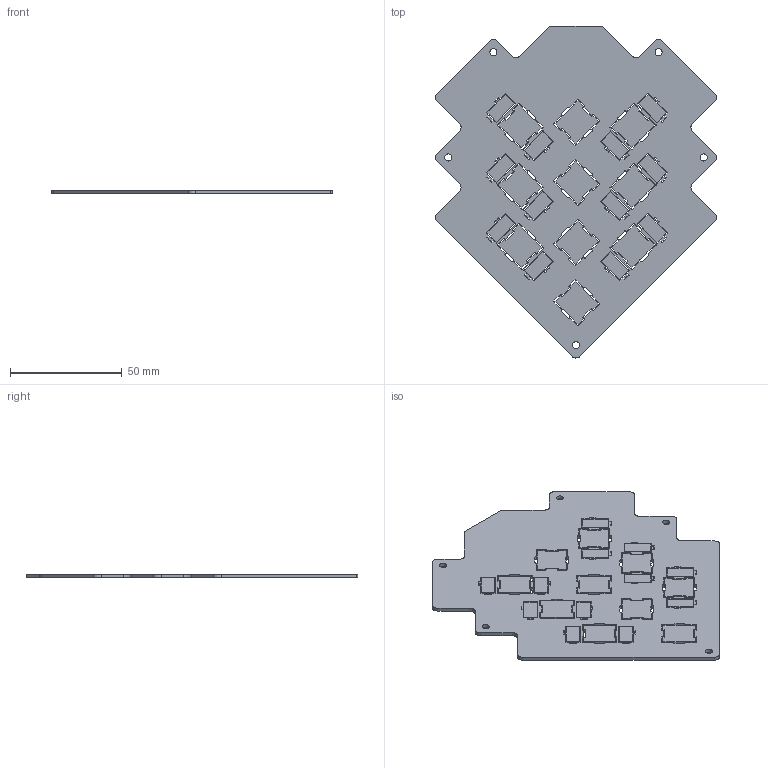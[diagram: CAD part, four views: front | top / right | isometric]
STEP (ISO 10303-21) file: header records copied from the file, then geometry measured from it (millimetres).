
FILE_DESCRIPTION(('KiCad electronic assembly'),'2;1');
FILE_NAME('herringbone_plate.step','2022-02-11T23:48:21',('Pcbnew'),( 'Kicad'),'Open CASCADE STEP processor 7.5','KiCad to STEP converter' ,'Unknown');
FILE_SCHEMA(('AUTOMOTIVE_DESIGN { 1 0 10303 214 1 1 1 1 }'));
Length unit declared in the file: millimetre
Products named in the file (2): herringbone_plate 1; herringbone_plate PCB
Assembly tree (1 placements, depth 2):
  herringbone_plate 1
    herringbone_plate PCB
Bounding box: 125.98 x 148.86 x 1.6 mm (x, y, z)
Volume: 19750.3 mm3; surface area: 29214.1 mm2
Topology: 47 solids, 47 shells, 1059 faces, 2895 edges, 1930 vertices
Faces by surface type: plane 743, cylinder 316
Full cylindrical faces by diameter (mm): 3.2 x5
Entity records: 70931 total; most frequent: CARTESIAN_POINT 12508, DIRECTION 10607, LINE 6589, VECTOR 6589, ORIENTED_EDGE 5790, PCURVE 5790, DEFINITIONAL_REPRESENTATION 5790, EDGE_CURVE 2895
